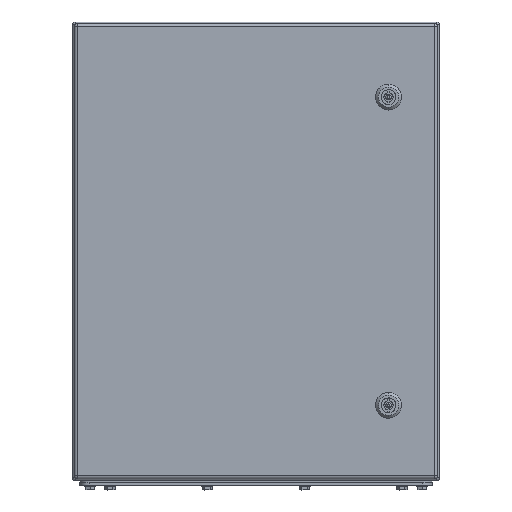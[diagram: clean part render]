
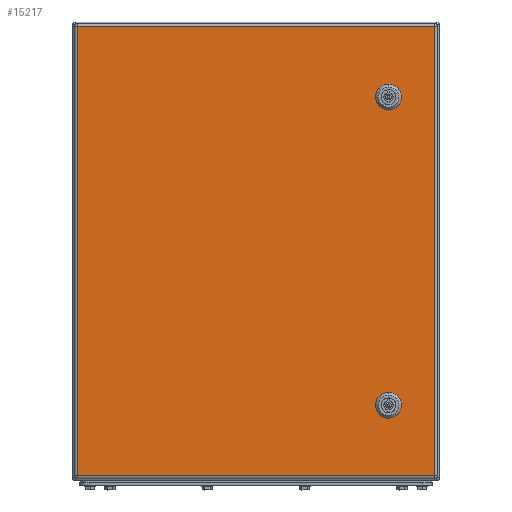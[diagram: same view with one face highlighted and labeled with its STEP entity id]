
A CAD part, top view. The second image highlights one B-rep face of the part: STEP entity #15217.
In plain terms, the highlighted planar face has unit normal (0, 0, 1).
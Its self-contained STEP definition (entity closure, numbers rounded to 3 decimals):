
#15058=AXIS2_PLACEMENT_3D('Plane Axis2P3D',#15055,#15056,#15057) ;
#15087=AXIS2_PLACEMENT_3D('Circle Axis2P3D',#15085,#15086,$) ;
#15103=AXIS2_PLACEMENT_3D('Circle Axis2P3D',#15101,#15102,$) ;
#15117=AXIS2_PLACEMENT_3D('Circle Axis2P3D',#15115,#15116,$) ;
#15131=AXIS2_PLACEMENT_3D('Circle Axis2P3D',#15129,#15130,$) ;
#15153=AXIS2_PLACEMENT_3D('Circle Axis2P3D',#15151,#15152,$) ;
#15169=AXIS2_PLACEMENT_3D('Circle Axis2P3D',#15167,#15168,$) ;
#15183=AXIS2_PLACEMENT_3D('Circle Axis2P3D',#15181,#15182,$) ;
#15197=AXIS2_PLACEMENT_3D('Circle Axis2P3D',#15195,#15196,$) ;
#14808=CARTESIAN_POINT('Vertex',(5.,15.,200.)) ;
#14811=CARTESIAN_POINT('Line Origine',(5.,260.,200.)) ;
#14815=CARTESIAN_POINT('Vertex',(5.,505.,200.)) ;
#15055=CARTESIAN_POINT('Axis2P3D Location',(200.,260.,200.)) ;
#15060=CARTESIAN_POINT('Line Origine',(395.,260.,200.)) ;
#15064=CARTESIAN_POINT('Vertex',(395.,15.,200.)) ;
#15066=CARTESIAN_POINT('Vertex',(395.,505.,200.)) ;
#15069=CARTESIAN_POINT('Line Origine',(200.,505.,200.)) ;
#15074=CARTESIAN_POINT('Line Origine',(200.,15.,200.)) ;
#15085=CARTESIAN_POINT('Axis2P3D Location',(344.5,430.,200.)) ;
#15089=CARTESIAN_POINT('Vertex',(339.863,440.25,200.)) ;
#15091=CARTESIAN_POINT('Vertex',(334.25,434.637,200.)) ;
#15094=CARTESIAN_POINT('Line Origine',(344.5,440.25,200.)) ;
#15098=CARTESIAN_POINT('Vertex',(349.137,440.25,200.)) ;
#15101=CARTESIAN_POINT('Axis2P3D Location',(344.5,430.,200.)) ;
#15105=CARTESIAN_POINT('Vertex',(354.75,434.637,200.)) ;
#15108=CARTESIAN_POINT('Line Origine',(354.75,430.,200.)) ;
#15112=CARTESIAN_POINT('Vertex',(354.75,425.363,200.)) ;
#15115=CARTESIAN_POINT('Axis2P3D Location',(344.5,430.,200.)) ;
#15119=CARTESIAN_POINT('Vertex',(349.137,419.75,200.)) ;
#15122=CARTESIAN_POINT('Line Origine',(344.5,419.75,200.)) ;
#15126=CARTESIAN_POINT('Vertex',(339.863,419.75,200.)) ;
#15129=CARTESIAN_POINT('Axis2P3D Location',(344.5,430.,200.)) ;
#15133=CARTESIAN_POINT('Vertex',(334.25,425.363,200.)) ;
#15136=CARTESIAN_POINT('Line Origine',(334.25,430.,200.)) ;
#15151=CARTESIAN_POINT('Axis2P3D Location',(344.5,90.,200.)) ;
#15155=CARTESIAN_POINT('Vertex',(339.863,100.25,200.)) ;
#15157=CARTESIAN_POINT('Vertex',(334.25,94.637,200.)) ;
#15160=CARTESIAN_POINT('Line Origine',(344.5,100.25,200.)) ;
#15164=CARTESIAN_POINT('Vertex',(349.137,100.25,200.)) ;
#15167=CARTESIAN_POINT('Axis2P3D Location',(344.5,90.,200.)) ;
#15171=CARTESIAN_POINT('Vertex',(354.75,94.637,200.)) ;
#15174=CARTESIAN_POINT('Line Origine',(354.75,90.,200.)) ;
#15178=CARTESIAN_POINT('Vertex',(354.75,85.363,200.)) ;
#15181=CARTESIAN_POINT('Axis2P3D Location',(344.5,90.,200.)) ;
#15185=CARTESIAN_POINT('Vertex',(349.137,79.75,200.)) ;
#15188=CARTESIAN_POINT('Line Origine',(344.5,79.75,200.)) ;
#15192=CARTESIAN_POINT('Vertex',(339.863,79.75,200.)) ;
#15195=CARTESIAN_POINT('Axis2P3D Location',(344.5,90.,200.)) ;
#15199=CARTESIAN_POINT('Vertex',(334.25,85.363,200.)) ;
#15202=CARTESIAN_POINT('Line Origine',(334.25,90.,200.)) ;
#14812=DIRECTION('Vector Direction',(0.,1.,0.)) ;
#15056=DIRECTION('Axis2P3D Direction',(0.,0.,1.)) ;
#15057=DIRECTION('Axis2P3D XDirection',(1.,0.,0.)) ;
#15061=DIRECTION('Vector Direction',(0.,1.,0.)) ;
#15070=DIRECTION('Vector Direction',(-1.,0.,0.)) ;
#15075=DIRECTION('Vector Direction',(1.,0.,0.)) ;
#15086=DIRECTION('Axis2P3D Direction',(0.,0.,1.)) ;
#15095=DIRECTION('Vector Direction',(-1.,0.,0.)) ;
#15102=DIRECTION('Axis2P3D Direction',(0.,0.,1.)) ;
#15109=DIRECTION('Vector Direction',(0.,1.,0.)) ;
#15116=DIRECTION('Axis2P3D Direction',(0.,0.,1.)) ;
#15123=DIRECTION('Vector Direction',(1.,0.,0.)) ;
#15130=DIRECTION('Axis2P3D Direction',(0.,0.,1.)) ;
#15137=DIRECTION('Vector Direction',(0.,-1.,0.)) ;
#15152=DIRECTION('Axis2P3D Direction',(0.,0.,1.)) ;
#15161=DIRECTION('Vector Direction',(-1.,0.,0.)) ;
#15168=DIRECTION('Axis2P3D Direction',(0.,0.,1.)) ;
#15175=DIRECTION('Vector Direction',(0.,1.,0.)) ;
#15182=DIRECTION('Axis2P3D Direction',(0.,0.,1.)) ;
#15189=DIRECTION('Vector Direction',(1.,0.,0.)) ;
#15196=DIRECTION('Axis2P3D Direction',(0.,0.,1.)) ;
#15203=DIRECTION('Vector Direction',(0.,-1.,0.)) ;
#14813=VECTOR('Line Direction',#14812,1.) ;
#15062=VECTOR('Line Direction',#15061,1.) ;
#15071=VECTOR('Line Direction',#15070,1.) ;
#15076=VECTOR('Line Direction',#15075,1.) ;
#15096=VECTOR('Line Direction',#15095,1.) ;
#15110=VECTOR('Line Direction',#15109,1.) ;
#15124=VECTOR('Line Direction',#15123,1.) ;
#15138=VECTOR('Line Direction',#15137,1.) ;
#15162=VECTOR('Line Direction',#15161,1.) ;
#15176=VECTOR('Line Direction',#15175,1.) ;
#15190=VECTOR('Line Direction',#15189,1.) ;
#15204=VECTOR('Line Direction',#15203,1.) ;
#15080=ORIENTED_EDGE('',*,*,#15068,.T.) ;
#15081=ORIENTED_EDGE('',*,*,#15073,.T.) ;
#15082=ORIENTED_EDGE('',*,*,#14817,.T.) ;
#15083=ORIENTED_EDGE('',*,*,#15078,.T.) ;
#15142=ORIENTED_EDGE('',*,*,#15093,.F.) ;
#15143=ORIENTED_EDGE('',*,*,#15100,.F.) ;
#15144=ORIENTED_EDGE('',*,*,#15107,.F.) ;
#15145=ORIENTED_EDGE('',*,*,#15114,.F.) ;
#15146=ORIENTED_EDGE('',*,*,#15121,.F.) ;
#15147=ORIENTED_EDGE('',*,*,#15128,.F.) ;
#15148=ORIENTED_EDGE('',*,*,#15135,.F.) ;
#15149=ORIENTED_EDGE('',*,*,#15140,.F.) ;
#15208=ORIENTED_EDGE('',*,*,#15159,.F.) ;
#15209=ORIENTED_EDGE('',*,*,#15166,.F.) ;
#15210=ORIENTED_EDGE('',*,*,#15173,.F.) ;
#15211=ORIENTED_EDGE('',*,*,#15180,.F.) ;
#15212=ORIENTED_EDGE('',*,*,#15187,.F.) ;
#15213=ORIENTED_EDGE('',*,*,#15194,.F.) ;
#15214=ORIENTED_EDGE('',*,*,#15201,.F.) ;
#15215=ORIENTED_EDGE('',*,*,#15206,.F.) ;
#15150=FACE_BOUND('',#15141,.T.) ;
#15216=FACE_BOUND('',#15207,.T.) ;
#15217=ADVANCED_FACE('76198_ZUB_DE_QL_KEBI_500x400-2/76198_DE_QL_KEBI_500x400-1-solid1',(#15084,#15150,#15216),#15059,.T.) ;
#15088=CIRCLE('generated circle',#15087,11.25) ;
#15104=CIRCLE('generated circle',#15103,11.25) ;
#15118=CIRCLE('generated circle',#15117,11.25) ;
#15132=CIRCLE('generated circle',#15131,11.25) ;
#15154=CIRCLE('generated circle',#15153,11.25) ;
#15170=CIRCLE('generated circle',#15169,11.25) ;
#15184=CIRCLE('generated circle',#15183,11.25) ;
#15198=CIRCLE('generated circle',#15197,11.25) ;
#14817=EDGE_CURVE('',#14816,#14809,#14814,.F.) ;
#15068=EDGE_CURVE('',#15065,#15067,#15063,.T.) ;
#15073=EDGE_CURVE('',#15067,#14816,#15072,.T.) ;
#15078=EDGE_CURVE('',#14809,#15065,#15077,.T.) ;
#15093=EDGE_CURVE('',#15090,#15092,#15088,.T.) ;
#15100=EDGE_CURVE('',#15099,#15090,#15097,.T.) ;
#15107=EDGE_CURVE('',#15106,#15099,#15104,.T.) ;
#15114=EDGE_CURVE('',#15113,#15106,#15111,.T.) ;
#15121=EDGE_CURVE('',#15120,#15113,#15118,.T.) ;
#15128=EDGE_CURVE('',#15127,#15120,#15125,.T.) ;
#15135=EDGE_CURVE('',#15134,#15127,#15132,.T.) ;
#15140=EDGE_CURVE('',#15092,#15134,#15139,.T.) ;
#15159=EDGE_CURVE('',#15156,#15158,#15154,.T.) ;
#15166=EDGE_CURVE('',#15165,#15156,#15163,.T.) ;
#15173=EDGE_CURVE('',#15172,#15165,#15170,.T.) ;
#15180=EDGE_CURVE('',#15179,#15172,#15177,.T.) ;
#15187=EDGE_CURVE('',#15186,#15179,#15184,.T.) ;
#15194=EDGE_CURVE('',#15193,#15186,#15191,.T.) ;
#15201=EDGE_CURVE('',#15200,#15193,#15198,.T.) ;
#15206=EDGE_CURVE('',#15158,#15200,#15205,.T.) ;
#15079=EDGE_LOOP('',(#15080,#15081,#15082,#15083)) ;
#15141=EDGE_LOOP('',(#15142,#15143,#15144,#15145,#15146,#15147,#15148,#15149)) ;
#15207=EDGE_LOOP('',(#15208,#15209,#15210,#15211,#15212,#15213,#15214,#15215)) ;
#15084=FACE_OUTER_BOUND('',#15079,.T.) ;
#14814=LINE('Line',#14811,#14813) ;
#15063=LINE('Line',#15060,#15062) ;
#15072=LINE('Line',#15069,#15071) ;
#15077=LINE('Line',#15074,#15076) ;
#15097=LINE('Line',#15094,#15096) ;
#15111=LINE('Line',#15108,#15110) ;
#15125=LINE('Line',#15122,#15124) ;
#15139=LINE('Line',#15136,#15138) ;
#15163=LINE('Line',#15160,#15162) ;
#15177=LINE('Line',#15174,#15176) ;
#15191=LINE('Line',#15188,#15190) ;
#15205=LINE('Line',#15202,#15204) ;
#15059=PLANE('',#15058) ;
#14809=VERTEX_POINT('',#14808) ;
#14816=VERTEX_POINT('',#14815) ;
#15065=VERTEX_POINT('',#15064) ;
#15067=VERTEX_POINT('',#15066) ;
#15090=VERTEX_POINT('',#15089) ;
#15092=VERTEX_POINT('',#15091) ;
#15099=VERTEX_POINT('',#15098) ;
#15106=VERTEX_POINT('',#15105) ;
#15113=VERTEX_POINT('',#15112) ;
#15120=VERTEX_POINT('',#15119) ;
#15127=VERTEX_POINT('',#15126) ;
#15134=VERTEX_POINT('',#15133) ;
#15156=VERTEX_POINT('',#15155) ;
#15158=VERTEX_POINT('',#15157) ;
#15165=VERTEX_POINT('',#15164) ;
#15172=VERTEX_POINT('',#15171) ;
#15179=VERTEX_POINT('',#15178) ;
#15186=VERTEX_POINT('',#15185) ;
#15193=VERTEX_POINT('',#15192) ;
#15200=VERTEX_POINT('',#15199) ;
